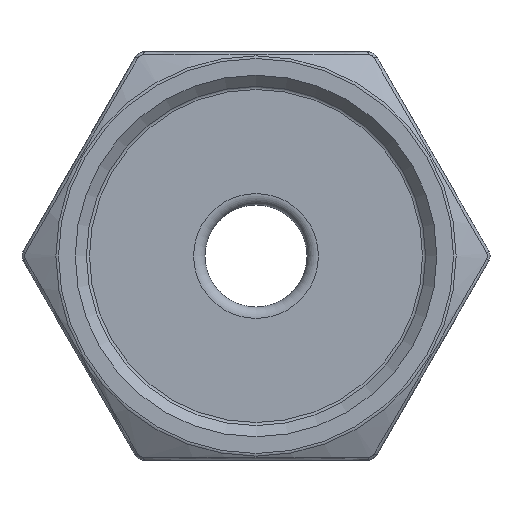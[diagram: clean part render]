
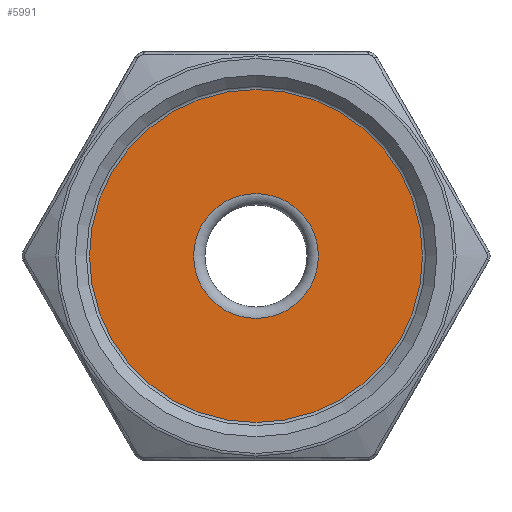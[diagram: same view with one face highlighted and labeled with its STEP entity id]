
A CAD part, left-side view. The second image highlights one B-rep face of the part: STEP entity #5991.
In plain terms, the highlighted planar face has unit normal (-1, 0, 0).
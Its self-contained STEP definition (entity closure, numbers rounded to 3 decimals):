
#704 = DIRECTION ( 'NONE',  ( 0., 1., 0. ) ) ;
#804 = AXIS2_PLACEMENT_3D ( 'NONE', #5894, #11668, #704 ) ;
#1048 = EDGE_CURVE ( 'NONE', #6082, #6082, #9878, .T. ) ;
#1666 = EDGE_CURVE ( 'NONE', #1815, #1815, #4226, .T. ) ;
#1748 = ORIENTED_EDGE ( 'NONE', *, *, #1666, .F. ) ;
#1815 = VERTEX_POINT ( 'NONE', #11858 ) ;
#2981 = CARTESIAN_POINT ( 'NONE',  ( 20.5, 0., 0. ) ) ;
#3973 = DIRECTION ( 'NONE',  ( 1., 0., 0. ) ) ;
#4213 = AXIS2_PLACEMENT_3D ( 'NONE', #2981, #3973, #11911 ) ;
#4226 = CIRCLE ( 'NONE', #11555, 22.023 ) ;
#4401 = EDGE_LOOP ( 'NONE', ( #1748 ) ) ;
#4542 = ORIENTED_EDGE ( 'NONE', *, *, #1048, .T. ) ;
#5894 = CARTESIAN_POINT ( 'NONE',  ( 20.5, 0., -22.522 ) ) ;
#5991 = ADVANCED_FACE ( 'NONE', ( #6810, #8791 ), #6890, .F. ) ;
#6082 = VERTEX_POINT ( 'NONE', #7852 ) ;
#6810 = FACE_BOUND ( 'NONE', #11768, .T. ) ;
#6890 = PLANE ( 'NONE',  #804 ) ;
#7852 = CARTESIAN_POINT ( 'NONE',  ( 20.5, 0., -8.25 ) ) ;
#8791 = FACE_OUTER_BOUND ( 'NONE', #4401, .T. ) ;
#9547 = DIRECTION ( 'NONE',  ( 0., 0., 1. ) ) ;
#9878 = CIRCLE ( 'NONE', #4213, 8.25 ) ;
#10525 = CARTESIAN_POINT ( 'NONE',  ( 20.5, 0., 0. ) ) ;
#11555 = AXIS2_PLACEMENT_3D ( 'NONE', #10525, #12489, #9547 ) ;
#11668 = DIRECTION ( 'NONE',  ( 1., 0., 0. ) ) ;
#11768 = EDGE_LOOP ( 'NONE', ( #4542 ) ) ;
#11858 = CARTESIAN_POINT ( 'NONE',  ( 20.5, 0., 22.023 ) ) ;
#11911 = DIRECTION ( 'NONE',  ( 0., 0., -1. ) ) ;
#12489 = DIRECTION ( 'NONE',  ( 1., 0., 0. ) ) ;
